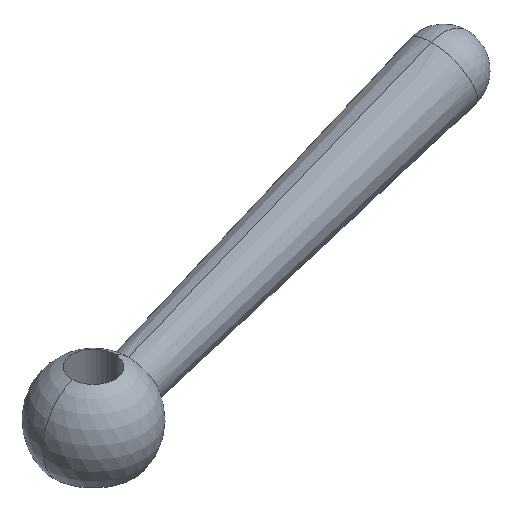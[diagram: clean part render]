
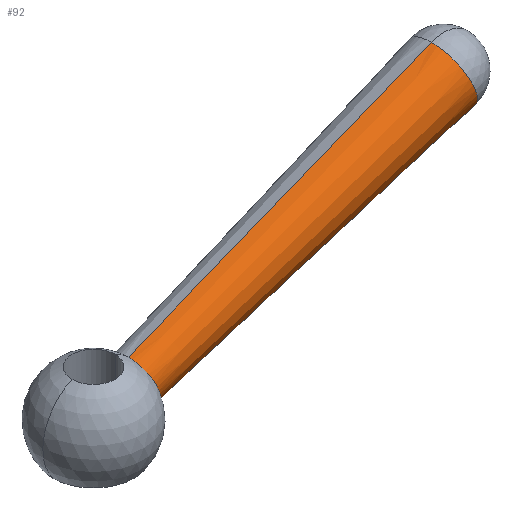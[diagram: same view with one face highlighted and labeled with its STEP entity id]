
A CAD part, isometric view. The second image highlights one B-rep face of the part: STEP entity #92.
In plain terms, the highlighted conical face has half-angle 1.777 degrees and reference radius 5.498 mm.
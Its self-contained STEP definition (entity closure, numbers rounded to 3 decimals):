
#80=VERTEX_POINT('',#195);
#90=EDGE_CURVE('',#152,#130,#205,.T.);
#92=ADVANCED_FACE('',(#207),#208,.T.);
#104=VERTEX_POINT('',#223);
#112=EDGE_CURVE('',#80,#152,#232,.T.);
#114=EDGE_CURVE('',#130,#104,#234,.T.);
#130=VERTEX_POINT('',#251);
#134=EDGE_CURVE('',#104,#80,#255,.T.);
#152=VERTEX_POINT('',#275);
#195=CARTESIAN_POINT('',(6.853,0.,13.283));
#205=CIRCLE('',#323,6.497);
#207=FACE_OUTER_BOUND('',#325,.T.);
#208=CONICAL_SURFACE('',#326,5.498,0.031);
#223=CARTESIAN_POINT('',(9.931,0.,4.826));
#232=LINE('',#355,#356);
#234=LINE('',#359,#360);
#251=CARTESIAN_POINT('',(71.1,0.,24.964));
#255=CIRCLE('',#387,4.5);
#275=CARTESIAN_POINT('',(66.656,0.,37.175));
#323=AXIS2_PLACEMENT_3D('',#461,#462,#463);
#325=EDGE_LOOP('',(#465,#466,#467,#468));
#326=AXIS2_PLACEMENT_3D('',#469,#470,#471);
#355=CARTESIAN_POINT('',(36.754,0.,25.229));
#356=VECTOR('',#517,1.0);
#359=CARTESIAN_POINT('',(40.515,0.,14.895));
#360=VECTOR('',#518,1.0);
#387=AXIS2_PLACEMENT_3D('',#542,#543,#544);
#461=CARTESIAN_POINT('',(68.878,0.,31.07));
#462=DIRECTION('',(0.94,0.,0.342));
#463=DIRECTION('',(-0.342,0.,0.94));
#465=ORIENTED_EDGE('',*,*,#112,.F.);
#466=ORIENTED_EDGE('',*,*,#134,.F.);
#467=ORIENTED_EDGE('',*,*,#114,.F.);
#468=ORIENTED_EDGE('',*,*,#90,.F.);
#469=CARTESIAN_POINT('',(38.635,0.,20.062));
#470=DIRECTION('',(0.94,0.,0.342));
#471=DIRECTION('',(-0.342,0.,0.94));
#517=DIRECTION('',(0.929,0.,0.371));
#518=DIRECTION('',(-0.95,0.,-0.313));
#542=CARTESIAN_POINT('',(8.392,0.,9.054));
#543=DIRECTION('',(-0.94,0.,-0.342));
#544=DIRECTION('',(0.342,0.0,-0.94));
